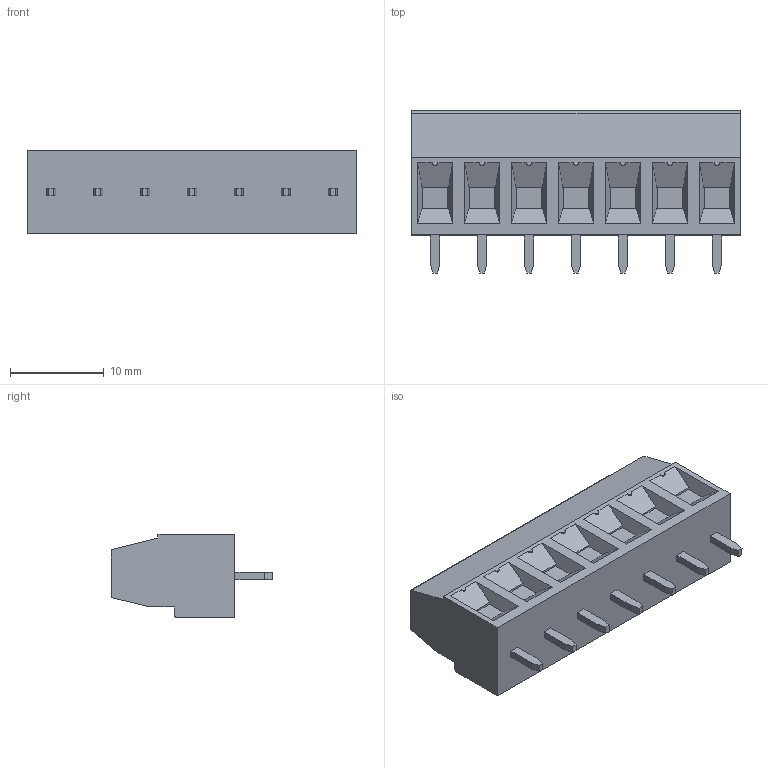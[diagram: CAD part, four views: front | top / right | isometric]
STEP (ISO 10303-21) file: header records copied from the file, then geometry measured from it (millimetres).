
FILE_DESCRIPTION(('STEP AP214'),'1');
FILE_NAME('MVS157-5-V-L.stp','2018-02-15T11:28:08',(' '),(' '),'Spatial InterOp 3D',' ',' ');
FILE_SCHEMA(('AUTOMOTIVE_DESIGN { 1 0 10303 214 1 1 1 1 }'));
Length unit declared in the file: metre
Products named in the file (1): 1
Bounding box: 35 x 17.25 x 8.9 mm (x, y, z)
Volume: 3238.2 mm3; surface area: 2202.3 mm2
Topology: 1 solids, 1 shells, 252 faces, 652 edges, 437 vertices
Faces by surface type: plane 214, cylinder 31, cone 7
Entity records: 9543 total; most frequent: CARTESIAN_POINT 1321, ORIENTED_EDGE 1276, DIRECTION 1220, EDGE_CURVE 638, LINE 562, VECTOR 562, VERTEX_POINT 430, AXIS2_PLACEMENT_3D 329
